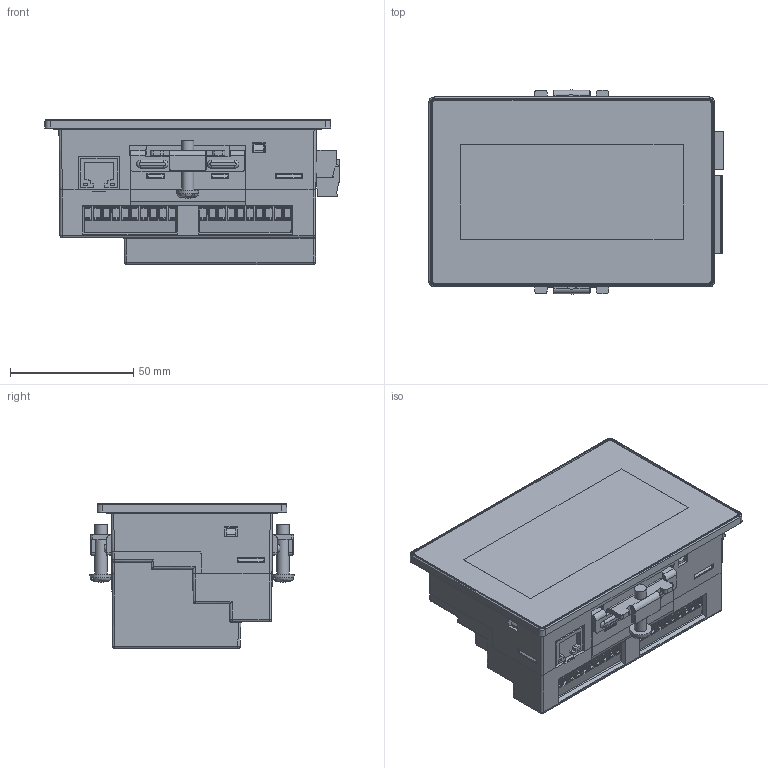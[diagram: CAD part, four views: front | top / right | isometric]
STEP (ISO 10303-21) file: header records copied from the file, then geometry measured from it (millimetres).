
FILE_DESCRIPTION (( 'STEP AP214' ), '1' );
FILE_NAME ('FT1A-[M][C]14[K][S]A-$.STEP', '2021-03-04T05:32:07', ( '' ), ( '' ), 'SwSTEP 2.0', 'SolidWorks 2019', '' );
FILE_SCHEMA (( 'AUTOMOTIVE_DESIGN' ));
Length unit declared in the file: millimetre
Products named in the file (7): HG3G-AJ-MOUNTING-METAL; HG3G-AJ-MOUNTING-CLIP; PHS-M5x20; FC6A-CARTRIDGE-IDEC_FT1; FT1A-[M][C]14[K][S]A-$
Assembly tree (9 placements, depth 3):
  FT1A-[M][C]14[K][S]A-$
    FT1A-[M][C]14[K][S]A-$
    HG3G-AJ-MOUNTING-CLIP
      HG3G-AJ-MOUNTING-METAL
      PHS-M5x20
    HG3G-AJ-MOUNTING-CLIP
      HG3G-AJ-MOUNTING-METAL
      PHS-M5x20
    FC6A-CARTRIDGE-IDEC_FT1  x2
Bounding box: 119.5 x 82.88 x 58.9 mm (x, y, z)
Volume: 327227.9 mm3; surface area: 67017.9 mm2
Topology: 7 solids, 7 shells, 2079 faces, 5411 edges, 3451 vertices
Faces by surface type: plane 1533, cylinder 388, bspline 58, cone 48, sphere 32, torus 20
Full cylindrical faces by diameter (mm): 2.7 x20, 2.8 x9, 2.9 x9, 3.35 x20, 3.783 x4, 4 x3, 4.6 x2, 5 x2
Entity records: 67613 total; most frequent: CARTESIAN_POINT 23449, ORIENTED_EDGE 9502, DIRECTION 8108, EDGE_CURVE 4751, VECTOR 3764, LINE 3764, VERTEX_POINT 3087, AXIS2_PLACEMENT_3D 2172
